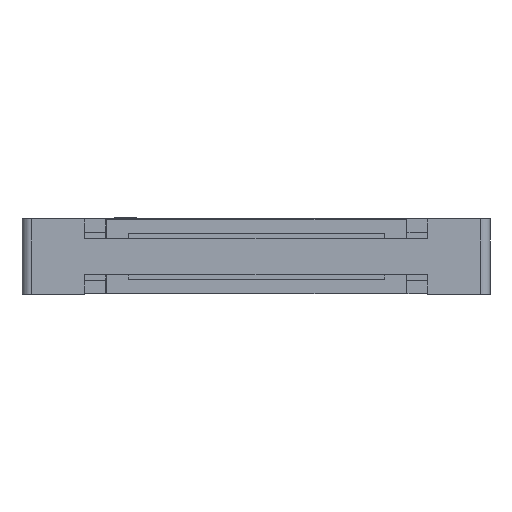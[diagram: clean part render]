
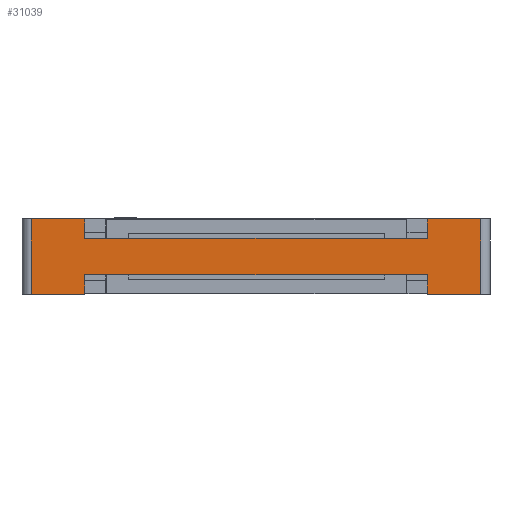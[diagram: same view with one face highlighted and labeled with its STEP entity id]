
A CAD part, front view. The second image highlights one B-rep face of the part: STEP entity #31039.
In plain terms, the highlighted planar face has unit normal (0, -1, 0).
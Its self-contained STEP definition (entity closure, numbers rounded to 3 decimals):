
#20022=CARTESIAN_POINT('',(44.38,-3.,-0.125));
#20023=VERTEX_POINT('',#20022);
#20091=CARTESIAN_POINT('',(38.45,-3.,-0.125));
#20092=VERTEX_POINT('',#20091);
#20099=CARTESIAN_POINT('',(44.38,-3.,-0.125));
#20100=DIRECTION('',(-1.,0.,0.));
#20101=VECTOR('',#20100,5.93);
#20102=LINE('',#20099,#20101);
#20103=EDGE_CURVE('',#20023,#20092,#20102,.T.);
#20711=CARTESIAN_POINT('',(0.73,-3.,-2.275));
#20712=VERTEX_POINT('',#20711);
#20719=CARTESIAN_POINT('',(38.45,-3.,-2.275));
#20720=VERTEX_POINT('',#20719);
#20721=CARTESIAN_POINT('',(38.45,-3.,-2.275));
#20722=DIRECTION('',(-1.,0.,0.));
#20723=VECTOR('',#20722,37.72);
#20724=LINE('',#20721,#20723);
#20725=EDGE_CURVE('',#20720,#20712,#20724,.T.);
#20765=CARTESIAN_POINT('',(0.73,-3.,-6.275));
#20766=VERTEX_POINT('',#20765);
#20815=CARTESIAN_POINT('',(38.45,-3.,-6.275));
#20816=VERTEX_POINT('',#20815);
#20823=CARTESIAN_POINT('',(0.73,-3.,-6.275));
#20824=DIRECTION('',(1.,0.,0.));
#20825=VECTOR('',#20824,37.72);
#20826=LINE('',#20823,#20825);
#20827=EDGE_CURVE('',#20766,#20816,#20826,.T.);
#22147=CARTESIAN_POINT('',(0.73,-3.,-0.125));
#22148=VERTEX_POINT('',#22147);
#22155=CARTESIAN_POINT('',(0.73,-3.,-0.125));
#22156=DIRECTION('',(0.,0.,-1.));
#22157=VECTOR('',#22156,2.15);
#22158=LINE('',#22155,#22157);
#22159=EDGE_CURVE('',#22148,#20712,#22158,.T.);
#30753=CARTESIAN_POINT('',(38.45,-3.,-0.125));
#30754=DIRECTION('',(0.,0.,-1.));
#30755=VECTOR('',#30754,2.15);
#30756=LINE('',#30753,#30755);
#30757=EDGE_CURVE('',#20092,#20720,#30756,.T.);
#30793=CARTESIAN_POINT('',(38.45,-3.,-8.425));
#30794=VERTEX_POINT('',#30793);
#30795=CARTESIAN_POINT('',(44.38,-3.,-8.425));
#30796=VERTEX_POINT('',#30795);
#30797=CARTESIAN_POINT('',(38.45,-3.,-8.425));
#30798=DIRECTION('',(1.,0.,0.));
#30799=VECTOR('',#30798,5.93);
#30800=LINE('',#30797,#30799);
#30801=EDGE_CURVE('',#30794,#30796,#30800,.T.);
#30869=CARTESIAN_POINT('',(44.38,-3.,-8.425));
#30870=DIRECTION('',(0.,0.,1.));
#30871=VECTOR('',#30870,8.3);
#30872=LINE('',#30869,#30871);
#30873=EDGE_CURVE('',#30796,#20023,#30872,.T.);
#30989=CARTESIAN_POINT('',(19.59,-3.,-4.275));
#30990=DIRECTION('',(-1.,0.,0.));
#30991=DIRECTION('',(0.,-1.,0.));
#30992=AXIS2_PLACEMENT_3D('',#30989,#30991,#30990);
#30993=PLANE('',#30992);
#30994=ORIENTED_EDGE('',*,*,#22159,.F.);
#30995=CARTESIAN_POINT('',(-5.2,-3.,-0.125));
#30996=VERTEX_POINT('',#30995);
#30997=CARTESIAN_POINT('',(-5.2,-3.,-0.125));
#30998=DIRECTION('',(1.,0.,0.));
#30999=VECTOR('',#30998,5.93);
#31000=LINE('',#30997,#30999);
#31001=EDGE_CURVE('',#30996,#22148,#31000,.T.);
#31002=ORIENTED_EDGE('',*,*,#31001,.F.);
#31003=CARTESIAN_POINT('',(-5.2,-3.,-8.425));
#31004=VERTEX_POINT('',#31003);
#31005=CARTESIAN_POINT('',(-5.2,-3.,-8.425));
#31006=DIRECTION('',(0.,0.,1.));
#31007=VECTOR('',#31006,8.3);
#31008=LINE('',#31005,#31007);
#31009=EDGE_CURVE('',#31004,#30996,#31008,.T.);
#31010=ORIENTED_EDGE('',*,*,#31009,.F.);
#31011=CARTESIAN_POINT('',(0.73,-3.,-8.425));
#31012=VERTEX_POINT('',#31011);
#31013=CARTESIAN_POINT('',(0.73,-3.,-8.425));
#31014=DIRECTION('',(-1.,0.,0.));
#31015=VECTOR('',#31014,5.93);
#31016=LINE('',#31013,#31015);
#31017=EDGE_CURVE('',#31012,#31004,#31016,.T.);
#31018=ORIENTED_EDGE('',*,*,#31017,.F.);
#31019=CARTESIAN_POINT('',(0.73,-3.,-6.275));
#31020=DIRECTION('',(0.,0.,-1.));
#31021=VECTOR('',#31020,2.15);
#31022=LINE('',#31019,#31021);
#31023=EDGE_CURVE('',#20766,#31012,#31022,.T.);
#31024=ORIENTED_EDGE('',*,*,#31023,.F.);
#31025=ORIENTED_EDGE('',*,*,#20827,.T.);
#31026=CARTESIAN_POINT('',(38.45,-3.,-6.275));
#31027=DIRECTION('',(0.,0.,-1.));
#31028=VECTOR('',#31027,2.15);
#31029=LINE('',#31026,#31028);
#31030=EDGE_CURVE('',#20816,#30794,#31029,.T.);
#31031=ORIENTED_EDGE('',*,*,#31030,.T.);
#31032=ORIENTED_EDGE('',*,*,#30801,.T.);
#31033=ORIENTED_EDGE('',*,*,#30873,.T.);
#31034=ORIENTED_EDGE('',*,*,#20103,.T.);
#31035=ORIENTED_EDGE('',*,*,#30757,.T.);
#31036=ORIENTED_EDGE('',*,*,#20725,.T.);
#31037=EDGE_LOOP('',(#30994,#31002,#31010,#31018,#31024,#31025,#31031,#31032,#31033,#31034,#31035,#31036));
#31038=FACE_OUTER_BOUND('',#31037,.T.);
#31039=ADVANCED_FACE('',(#31038),#30993,.T.);
